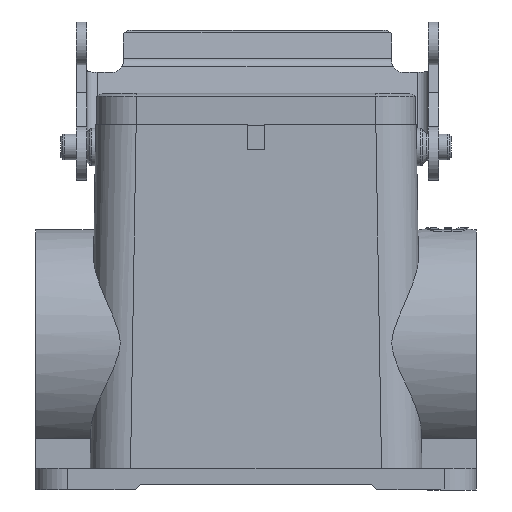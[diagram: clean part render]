
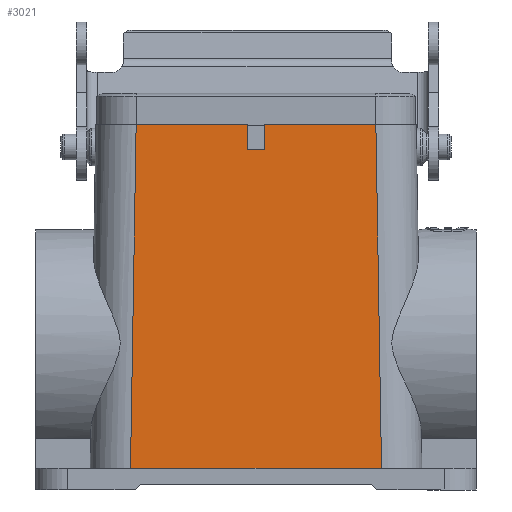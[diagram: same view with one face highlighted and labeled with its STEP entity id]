
A CAD part, front view. The second image highlights one B-rep face of the part: STEP entity #3021.
In plain terms, the highlighted planar face has unit normal (0, -1, 0.009).
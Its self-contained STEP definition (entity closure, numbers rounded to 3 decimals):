
#1156=CARTESIAN_POINT('',(1.6,-21.5,5.7));
#1157=VERTEX_POINT('',#1156);
#1164=CARTESIAN_POINT('',(22.3,-21.5,5.7));
#1165=VERTEX_POINT('',#1164);
#1166=CARTESIAN_POINT('',(1.6,-21.5,5.7));
#1167=DIRECTION('',(1.0,0.0,0.0));
#1168=VECTOR('',#1167,20.7);
#1169=LINE('',#1166,#1168);
#1170=EDGE_CURVE('',#1157,#1165,#1169,.T.);
#1223=CARTESIAN_POINT('',(-22.3,-21.5,5.7));
#1224=VERTEX_POINT('',#1223);
#1232=CARTESIAN_POINT('',(-1.6,-21.5,5.7));
#1233=VERTEX_POINT('',#1232);
#1234=CARTESIAN_POINT('',(-22.3,-21.5,5.7));
#1235=DIRECTION('',(1.0,0.0,0.0));
#1236=VECTOR('',#1235,20.7);
#1237=LINE('',#1234,#1236);
#1238=EDGE_CURVE('',#1224,#1233,#1237,.T.);
#1263=CARTESIAN_POINT('',(-1.6,-21.542,1.012));
#1264=VERTEX_POINT('',#1263);
#1265=CARTESIAN_POINT('',(-1.6,-21.5,5.7));
#1266=DIRECTION('',(0.0,-0.009,-1.));
#1267=VECTOR('',#1266,4.689);
#1268=LINE('',#1265,#1267);
#1269=EDGE_CURVE('',#1233,#1264,#1268,.T.);
#1325=CARTESIAN_POINT('',(1.6,-21.542,1.012));
#1326=VERTEX_POINT('',#1325);
#1333=CARTESIAN_POINT('',(1.6,-21.542,1.012));
#1334=DIRECTION('',(0.,0.009,1.));
#1335=VECTOR('',#1334,4.689);
#1336=LINE('',#1333,#1335);
#1337=EDGE_CURVE('',#1326,#1157,#1336,.T.);
#2841=CARTESIAN_POINT('',(23.35,-22.075,-58.25));
#2842=VERTEX_POINT('',#2841);
#2850=CARTESIAN_POINT('',(-23.35,-22.075,-58.25));
#2851=VERTEX_POINT('',#2850);
#2852=CARTESIAN_POINT('',(-23.35,-22.075,-58.25));
#2853=DIRECTION('',(1.0,0.0,0.0));
#2854=VECTOR('',#2853,46.7);
#2855=LINE('',#2852,#2854);
#2856=EDGE_CURVE('',#2851,#2842,#2855,.T.);
#2991=CARTESIAN_POINT('',(0.0,-22.075,-58.25));
#2992=DIRECTION('',(0.0,-1.,0.009));
#2993=DIRECTION('',(0.0,-0.009,-1.));
#2994=AXIS2_PLACEMENT_3D('',#2991,#2992,#2993);
#2995=PLANE('',#2994);
#2996=ORIENTED_EDGE('',*,*,#1269,.F.);
#2997=ORIENTED_EDGE('',*,*,#1238,.F.);
#2998=CARTESIAN_POINT('',(-22.3,-21.5,5.7));
#2999=DIRECTION('',(-0.016,-0.009,-1.));
#3000=VECTOR('',#2999,63.961);
#3001=LINE('',#2998,#3000);
#3002=EDGE_CURVE('',#1224,#2851,#3001,.T.);
#3003=ORIENTED_EDGE('',*,*,#3002,.T.);
#3004=ORIENTED_EDGE('',*,*,#2856,.T.);
#3005=CARTESIAN_POINT('',(23.35,-22.075,-58.25));
#3006=DIRECTION('',(-0.016,0.009,1.));
#3007=VECTOR('',#3006,63.961);
#3008=LINE('',#3005,#3007);
#3009=EDGE_CURVE('',#2842,#1165,#3008,.T.);
#3010=ORIENTED_EDGE('',*,*,#3009,.T.);
#3011=ORIENTED_EDGE('',*,*,#1170,.F.);
#3012=ORIENTED_EDGE('',*,*,#1337,.F.);
#3013=CARTESIAN_POINT('',(-1.6,-21.542,1.012));
#3014=DIRECTION('',(1.0,0.0,0.0));
#3015=VECTOR('',#3014,3.2);
#3016=LINE('',#3013,#3015);
#3017=EDGE_CURVE('',#1264,#1326,#3016,.T.);
#3018=ORIENTED_EDGE('',*,*,#3017,.F.);
#3019=EDGE_LOOP('',(#2996,#2997,#3003,#3004,#3010,#3011,#3012,#3018));
#3020=FACE_OUTER_BOUND('',#3019,.T.);
#3021=ADVANCED_FACE('',(#3020),#2995,.T.);
